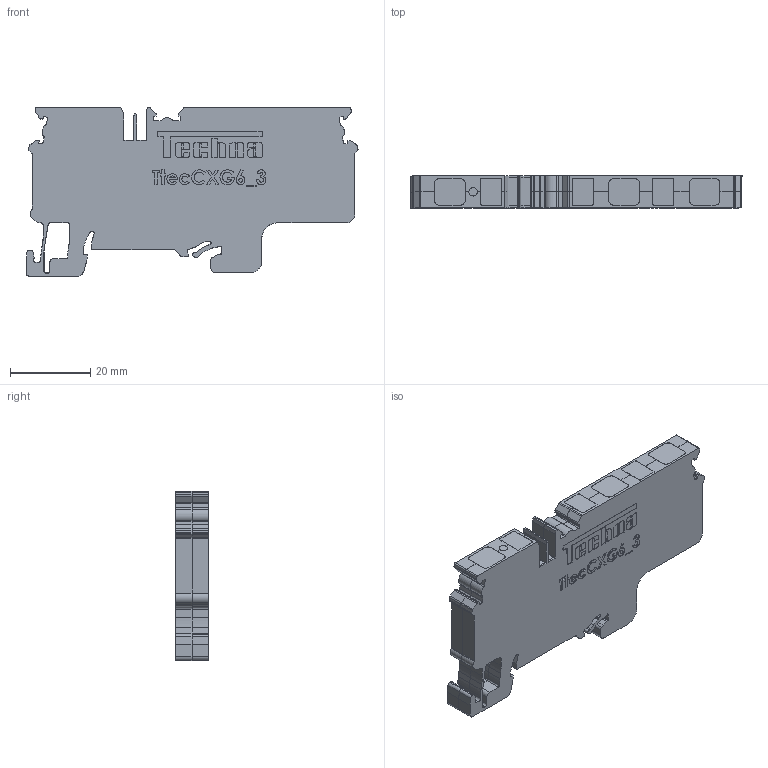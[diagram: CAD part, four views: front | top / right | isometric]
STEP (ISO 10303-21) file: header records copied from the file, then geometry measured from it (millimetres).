
FILE_DESCRIPTION (( 'STEP AP214' ), '1' );
FILE_NAME ('TtecCXG6_3.STEP', '2020-07-22T08:56:30', ( '' ), ( '' ), 'SwSTEP 2.0', 'SolidWorks 2020', '' );
FILE_SCHEMA (( 'AUTOMOTIVE_DESIGN' ));
Length unit declared in the file: millimetre
Products named in the file (1): TtecCXG6_3
Bounding box: 82.85 x 8 x 42.2 mm (x, y, z)
Volume: 21383.8 mm3; surface area: 8453.8 mm2
Topology: 1 solids, 1 shells, 998 faces, 2863 edges, 1908 vertices
Faces by surface type: plane 529, cylinder 357, bspline 112
Entity records: 46879 total; most frequent: CARTESIAN_POINT 12698, ORIENTED_EDGE 5726, DIRECTION 5127, EDGE_CURVE 2863, LINE 1925, VECTOR 1925, VERTEX_POINT 1908, AXIS2_PLACEMENT_3D 1601
